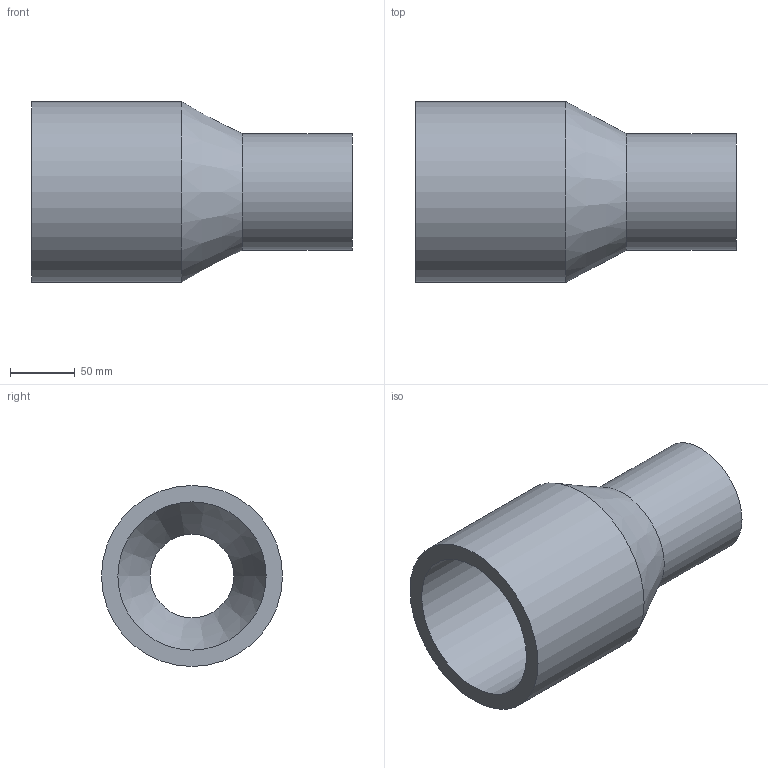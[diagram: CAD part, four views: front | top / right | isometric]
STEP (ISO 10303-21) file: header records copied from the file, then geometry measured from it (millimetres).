
FILE_DESCRIPTION(('Beschreibung'),'1');
FILE_NAME('25.91.03.103_SDR_11_PE100_140_090.STP', '2014-09-15T05:54:19',('Author'), ('Organization'), 'KCM Version 1.1.794.0', 'Kubotek KeyCreator', 'Authorization');
FILE_SCHEMA(('CONFIG_CONTROL_DESIGN'));
Length unit declared in the file: millimetre
Bounding box: 248 x 140 x 140 mm (x, y, z)
Volume: 1065445.6 mm3; surface area: 175949.9 mm2
Topology: 1 solids, 1 shells, 8 faces, 22 edges, 24 vertices
Faces by surface type: cylinder 4, cone 2, plane 2
Full cylindrical faces by diameter (mm): 64.6 x1, 90 x1, 114.6 x1, 140 x1
Entity records: 321 total; most frequent: DIRECTION 48, CARTESIAN_POINT 39, ORIENTED_EDGE 28, AXIS2_PLACEMENT_3D 17, EDGE_CURVE 14, VECTOR 14, LINE 14, EDGE_LOOP 10
